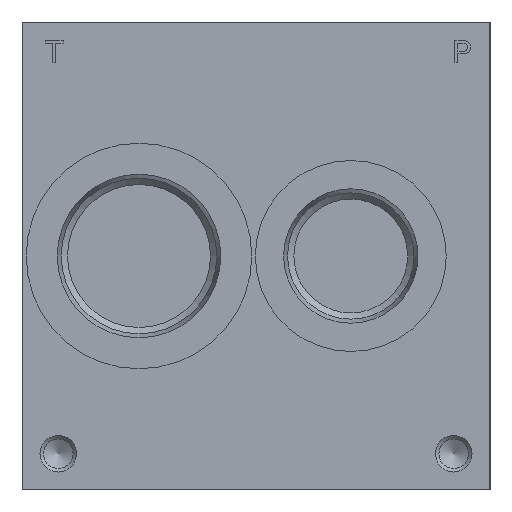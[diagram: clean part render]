
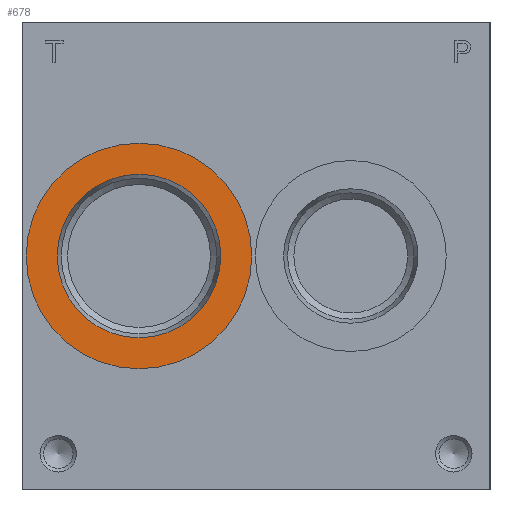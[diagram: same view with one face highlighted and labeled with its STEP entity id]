
A CAD part, left-side view. The second image highlights one B-rep face of the part: STEP entity #678.
In plain terms, the highlighted planar face has unit normal (-1, 0, 0).
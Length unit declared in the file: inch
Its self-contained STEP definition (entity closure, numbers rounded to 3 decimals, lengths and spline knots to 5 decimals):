
#678 = ADVANCED_FACE( '', ( #1651, #1652 ), #1653, .T. );
#1651 = FACE_BOUND( '', #2927, .T. );
#1652 = FACE_OUTER_BOUND( '', #2928, .T. );
#1653 = PLANE( '', #2929 );
#2927 = EDGE_LOOP( '', ( #4996 ) );
#2928 = EDGE_LOOP( '', ( #4997 ) );
#2929 = AXIS2_PLACEMENT_3D( '', #4998, #4999, #5000 );
#4996 = ORIENTED_EDGE( '', *, *, #7467, .T. );
#4997 = ORIENTED_EDGE( '', *, *, #7468, .F. );
#4998 = CARTESIAN_POINT( '', ( 0.031, 3.964, 2. ) );
#4999 = DIRECTION( '', ( -1., 0., 0. ) );
#5000 = DIRECTION( '', ( 0., 0., 1. ) );
#7467 = EDGE_CURVE( '', #9092, #9092, #9093, .T. );
#7468 = EDGE_CURVE( '', #9094, #9094, #9095, .T. );
#9092 = VERTEX_POINT( '', #11220 );
#9093 = CIRCLE( '', #11221, 0.699 );
#9094 = VERTEX_POINT( '', #11222 );
#9095 = CIRCLE( '', #11223, 0.964 );
#11220 = CARTESIAN_POINT( '', ( 0.031, 3., 1.301 ) );
#11221 = AXIS2_PLACEMENT_3D( '', #12774, #12775, #12776 );
#11222 = CARTESIAN_POINT( '', ( 0.031, 3., 1.036 ) );
#11223 = AXIS2_PLACEMENT_3D( '', #12777, #12778, #12779 );
#12774 = CARTESIAN_POINT( '', ( 0.031, 3., 2. ) );
#12775 = DIRECTION( '', ( 1., 0., 0. ) );
#12776 = DIRECTION( '', ( 0., 0., -1. ) );
#12777 = CARTESIAN_POINT( '', ( 0.031, 3., 2. ) );
#12778 = DIRECTION( '', ( 1., 0., 0. ) );
#12779 = DIRECTION( '', ( 0., 0., -1. ) );
